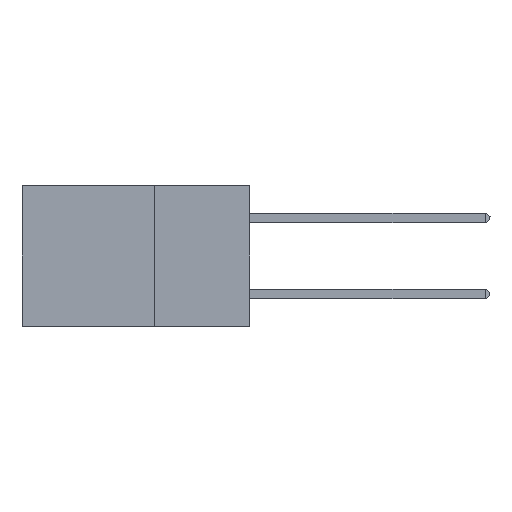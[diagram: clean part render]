
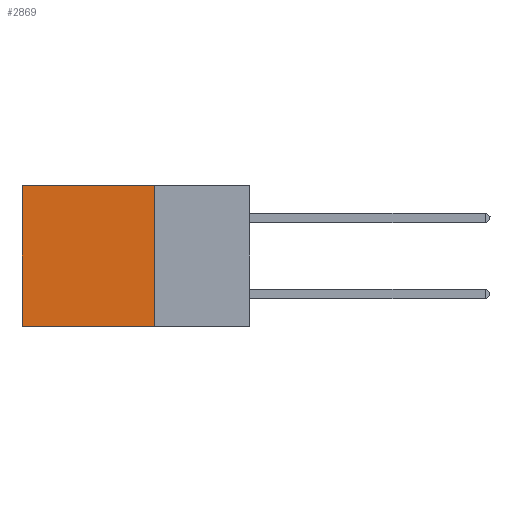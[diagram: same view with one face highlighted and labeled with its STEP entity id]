
A CAD part, left-side view. The second image highlights one B-rep face of the part: STEP entity #2869.
In plain terms, the highlighted planar face has unit normal (-1, 0, 0).
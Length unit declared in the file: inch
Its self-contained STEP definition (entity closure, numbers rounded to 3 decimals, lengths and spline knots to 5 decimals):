
#365 = CARTESIAN_POINT ( 'NONE',  ( 0.2875, 0.6, -0.37 ) ) ;
#576 = ORIENTED_EDGE ( 'NONE', *, *, #25989, .T. ) ;
#791 = ORIENTED_EDGE ( 'NONE', *, *, #19920, .F. ) ;
#2869 = ADVANCED_FACE ( 'NONE', ( #27901 ), #3665, .F. ) ;
#3665 = PLANE ( 'NONE',  #12915 ) ;
#3909 = DIRECTION ( 'NONE',  ( 0., 1., 0. ) ) ;
#4962 = ORIENTED_EDGE ( 'NONE', *, *, #12438, .T. ) ;
#6250 = VERTEX_POINT ( 'NONE', #24766 ) ;
#6508 = CARTESIAN_POINT ( 'NONE',  ( 0.2875, 0.25, 0. ) ) ;
#6733 = VECTOR ( 'NONE', #3909, 39.37008 ) ;
#6856 = VECTOR ( 'NONE', #15164, 39.37008 ) ;
#8018 = DIRECTION ( 'NONE',  ( 0., 0., -1. ) ) ;
#8107 = DIRECTION ( 'NONE',  ( 1., 0., 0. ) ) ;
#8551 = ORIENTED_EDGE ( 'NONE', *, *, #9201, .F. ) ;
#9112 = LINE ( 'NONE', #19369, #25930 ) ;
#9201 = EDGE_CURVE ( 'NONE', #20627, #6250, #9970, .T. ) ;
#9970 = LINE ( 'NONE', #6508, #6856 ) ;
#10544 = LINE ( 'NONE', #27425, #27743 ) ;
#12416 = CARTESIAN_POINT ( 'NONE',  ( 0.2875, 0.25, 0. ) ) ;
#12438 = EDGE_CURVE ( 'NONE', #27736, #15033, #10544, .T. ) ;
#12915 = AXIS2_PLACEMENT_3D ( 'NONE', #21302, #8107, #8018 ) ;
#15033 = VERTEX_POINT ( 'NONE', #365 ) ;
#15164 = DIRECTION ( 'NONE',  ( 0., 0., -1. ) ) ;
#16961 = EDGE_LOOP ( 'NONE', ( #4962, #791, #8551, #576 ) ) ;
#17074 = CARTESIAN_POINT ( 'NONE',  ( 0.2875, 0.25, -0.37 ) ) ;
#18801 = DIRECTION ( 'NONE',  ( 0., 0., -1. ) ) ;
#19369 = CARTESIAN_POINT ( 'NONE',  ( 0.2875, 0.25, 0. ) ) ;
#19920 = EDGE_CURVE ( 'NONE', #6250, #15033, #28069, .T. ) ;
#20627 = VERTEX_POINT ( 'NONE', #12416 ) ;
#21302 = CARTESIAN_POINT ( 'NONE',  ( 0.2875, 0.25, 0. ) ) ;
#23770 = DIRECTION ( 'NONE',  ( 0., 1., 0. ) ) ;
#24766 = CARTESIAN_POINT ( 'NONE',  ( 0.2875, 0.25, -0.37 ) ) ;
#25930 = VECTOR ( 'NONE', #23770, 39.37008 ) ;
#25989 = EDGE_CURVE ( 'NONE', #20627, #27736, #9112, .T. ) ;
#27425 = CARTESIAN_POINT ( 'NONE',  ( 0.2875, 0.6, 0. ) ) ;
#27736 = VERTEX_POINT ( 'NONE', #28171 ) ;
#27743 = VECTOR ( 'NONE', #18801, 39.37008 ) ;
#27901 = FACE_OUTER_BOUND ( 'NONE', #16961, .T. ) ;
#28069 = LINE ( 'NONE', #17074, #6733 ) ;
#28171 = CARTESIAN_POINT ( 'NONE',  ( 0.2875, 0.6, 0. ) ) ;
